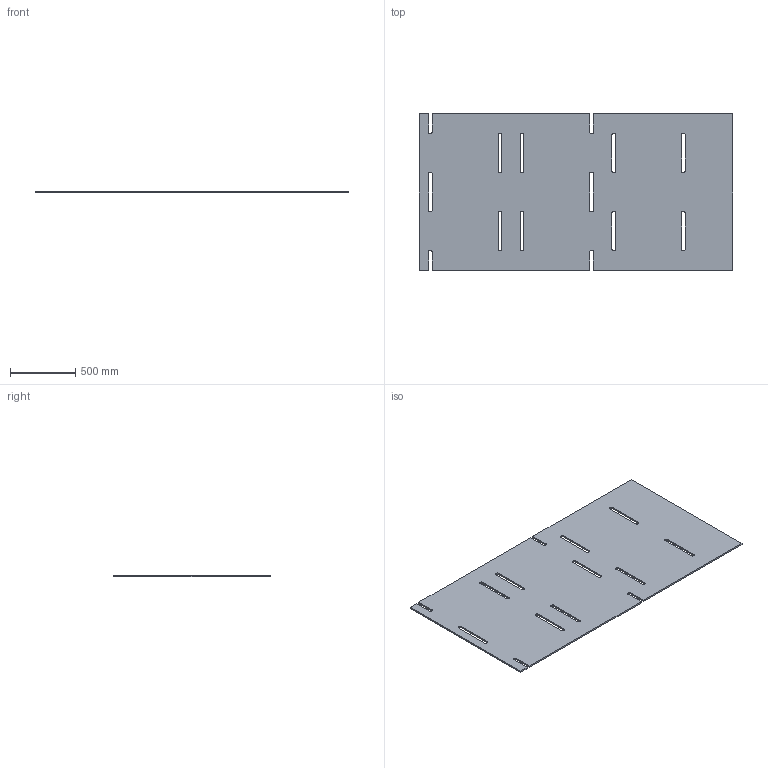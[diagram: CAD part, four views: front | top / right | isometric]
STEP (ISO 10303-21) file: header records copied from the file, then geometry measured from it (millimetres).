
FILE_DESCRIPTION(/* description */ (''),/* implementation_level */ '2;1');
FILE_NAME(/* name */ 'Casa2.stp',/* time_stamp */ '2023-04-11T14:54:43-05:00',/* author */ ('WIN10'),/* organization */ (''),/* preprocessor_version */ 'ST-DEVELOPER v18.1',/* originating_system */ 'Autodesk Inventor 2021',/* authorisation */ '');
FILE_SCHEMA (('AUTOMOTIVE_DESIGN { 1 0 10303 214 3 1 1 }'));
Length unit declared in the file: millimetre
Products named in the file (2): Ensamblaje1; fresadoCasa
Assembly tree (1 placements, depth 2):
  Ensamblaje1
    fresadoCasa
Bounding box: 2400 x 1200 x 12 mm (x, y, z)
Volume: 33394297.1 mm3; surface area: 5743388 mm2
Topology: 1 solids, 1 shells, 110 faces, 324 edges, 216 vertices
Faces by surface type: plane 62, cylinder 48
Entity records: 3791 total; most frequent: CARTESIAN_POINT 653, ORIENTED_EDGE 648, DIRECTION 646, EDGE_CURVE 324, LINE 228, VECTOR 228, VERTEX_POINT 216, AXIS2_PLACEMENT_3D 209
